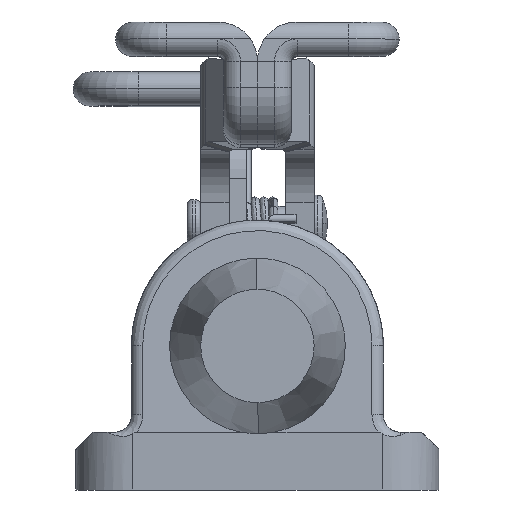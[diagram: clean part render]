
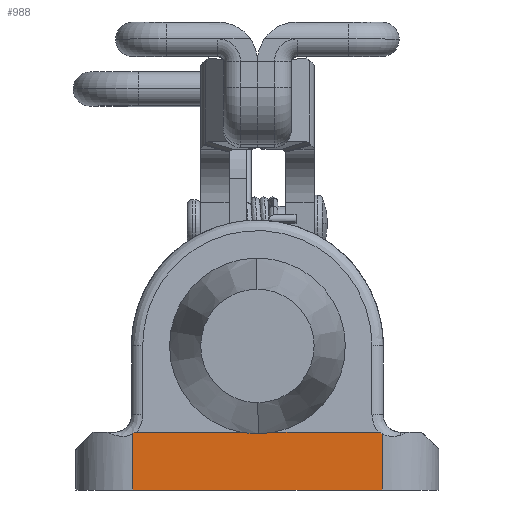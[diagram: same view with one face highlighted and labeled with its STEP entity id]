
A CAD part, left-side view. The second image highlights one B-rep face of the part: STEP entity #988.
In plain terms, the highlighted planar face has unit normal (-1, 0, 0).
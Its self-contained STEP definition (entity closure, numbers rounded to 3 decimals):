
#487 = B_SPLINE_CURVE_WITH_KNOTS ( 'NONE', 3,
 ( #16273, #16259, #16281, #16283, #16285, #16286, #16288, #16290 ),
 .UNSPECIFIED., .F., .F.,
 ( 4, 2, 2, 4 ),
 ( 0., 0., 0., 0. ),
 .UNSPECIFIED. ) ;
#489 = B_SPLINE_CURVE_WITH_KNOTS ( 'NONE', 3,
 ( #16242, #16240, #16261, #16263, #16265, #16266, #16268, #16270 ),
 .UNSPECIFIED., .F., .F.,
 ( 4, 2, 2, 4 ),
 ( 0., 0., 0., 0. ),
 .UNSPECIFIED. ) ;
#988 = ADVANCED_FACE ( 'NONE', ( #19418 ), #2672, .F. ) ;
#2668 = CARTESIAN_POINT ( 'NONE',  ( -28.6, 11., 5.1 ) ) ;
#2672 = PLANE ( 'NONE',  #2842 ) ;
#2675 = DIRECTION ( 'NONE',  ( 1., 0., 0. ) ) ;
#2676 = DIRECTION ( 'NONE',  ( 0., 0., -1. ) ) ;
#2842 = AXIS2_PLACEMENT_3D ( 'NONE', #2668, #2675, #2676 ) ;
#10880 = CARTESIAN_POINT ( 'NONE',  ( -28.6, -10.654, 5.1 ) ) ;
#11094 = CARTESIAN_POINT ( 'NONE',  ( -28.6, -11., 4.944 ) ) ;
#11129 = CARTESIAN_POINT ( 'NONE',  ( -28.6, 11., 0. ) ) ;
#11256 = CARTESIAN_POINT ( 'NONE',  ( -28.6, 10.654, 5.1 ) ) ;
#11391 = ORIENTED_EDGE ( 'NONE', *, *, #14556, .F. ) ;
#11393 = ORIENTED_EDGE ( 'NONE', *, *, #14557, .T. ) ;
#11394 = ORIENTED_EDGE ( 'NONE', *, *, #14558, .F. ) ;
#11395 = ORIENTED_EDGE ( 'NONE', *, *, #14559, .T. ) ;
#11396 = ORIENTED_EDGE ( 'NONE', *, *, #14552, .T. ) ;
#11397 = ORIENTED_EDGE ( 'NONE', *, *, #14550, .T. ) ;
#12646 = VERTEX_POINT ( 'NONE', #10880 ) ;
#12851 = VERTEX_POINT ( 'NONE', #11094 ) ;
#12884 = VERTEX_POINT ( 'NONE', #11129 ) ;
#12952 = VERTEX_POINT ( 'NONE', #11256 ) ;
#14550 = EDGE_CURVE ( 'NONE', #12884, #15355, #17109, .T. ) ;
#14552 = EDGE_CURVE ( 'NONE', #15152, #12884, #17115, .T. ) ;
#14556 = EDGE_CURVE ( 'NONE', #12851, #15355, #17120, .T. ) ;
#14557 = EDGE_CURVE ( 'NONE', #12851, #12646, #489, .T. ) ;
#14558 = EDGE_CURVE ( 'NONE', #12952, #12646, #17129, .T. ) ;
#14559 = EDGE_CURVE ( 'NONE', #12952, #15152, #487, .T. ) ;
#15152 = VERTEX_POINT ( 'NONE', #20462 ) ;
#15355 = VERTEX_POINT ( 'NONE', #20569 ) ;
#16157 = DIRECTION ( 'NONE',  ( 0., -1., 0. ) ) ;
#16197 = CARTESIAN_POINT ( 'NONE',  ( -28.6, 11., 0. ) ) ;
#16201 = DIRECTION ( 'NONE',  ( 0., 0., -1. ) ) ;
#16208 = CARTESIAN_POINT ( 'NONE',  ( -28.6, 11., 5.1 ) ) ;
#16240 = CARTESIAN_POINT ( 'NONE',  ( -28.6, -10.945, 4.975 ) ) ;
#16242 = CARTESIAN_POINT ( 'NONE',  ( -28.6, -11., 4.944 ) ) ;
#16254 = CARTESIAN_POINT ( 'NONE',  ( -28.6, -11., 5.1 ) ) ;
#16256 = DIRECTION ( 'NONE',  ( 0., 0., -1. ) ) ;
#16259 = CARTESIAN_POINT ( 'NONE',  ( -28.6, 10.687, 5.1 ) ) ;
#16261 = CARTESIAN_POINT ( 'NONE',  ( -28.6, -10.889, 5.007 ) ) ;
#16263 = CARTESIAN_POINT ( 'NONE',  ( -28.6, -10.805, 5.051 ) ) ;
#16265 = CARTESIAN_POINT ( 'NONE',  ( -28.6, -10.776, 5.065 ) ) ;
#16266 = CARTESIAN_POINT ( 'NONE',  ( -28.6, -10.717, 5.089 ) ) ;
#16268 = CARTESIAN_POINT ( 'NONE',  ( -28.6, -10.686, 5.1 ) ) ;
#16270 = CARTESIAN_POINT ( 'NONE',  ( -28.6, -10.654, 5.1 ) ) ;
#16272 = CARTESIAN_POINT ( 'NONE',  ( -28.6, 16., 5.1 ) ) ;
#16273 = CARTESIAN_POINT ( 'NONE',  ( -28.6, 10.654, 5.1 ) ) ;
#16275 = DIRECTION ( 'NONE',  ( 0., -1., 0. ) ) ;
#16281 = CARTESIAN_POINT ( 'NONE',  ( -28.6, 10.717, 5.089 ) ) ;
#16283 = CARTESIAN_POINT ( 'NONE',  ( -28.6, 10.776, 5.065 ) ) ;
#16285 = CARTESIAN_POINT ( 'NONE',  ( -28.6, 10.805, 5.051 ) ) ;
#16286 = CARTESIAN_POINT ( 'NONE',  ( -28.6, 10.889, 5.007 ) ) ;
#16288 = CARTESIAN_POINT ( 'NONE',  ( -28.6, 10.945, 4.975 ) ) ;
#16290 = CARTESIAN_POINT ( 'NONE',  ( -28.6, 11., 4.944 ) ) ;
#17109 = LINE ( 'NONE', #16197, #17113 ) ;
#17113 = VECTOR ( 'NONE', #16157, 1000. ) ;
#17115 = LINE ( 'NONE', #16208, #17118 ) ;
#17118 = VECTOR ( 'NONE', #16201, 1000. ) ;
#17120 = LINE ( 'NONE', #16254, #17127 ) ;
#17127 = VECTOR ( 'NONE', #16256, 1000. ) ;
#17129 = LINE ( 'NONE', #16272, #17131 ) ;
#17131 = VECTOR ( 'NONE', #16275, 1000. ) ;
#18869 = EDGE_LOOP ( 'NONE', ( #11391, #11393, #11394, #11395, #11396, #11397 ) ) ;
#19418 = FACE_OUTER_BOUND ( 'NONE', #18869, .T. ) ;
#20462 = CARTESIAN_POINT ( 'NONE',  ( -28.6, 11., 4.944 ) ) ;
#20569 = CARTESIAN_POINT ( 'NONE',  ( -28.6, -11., 0. ) ) ;
